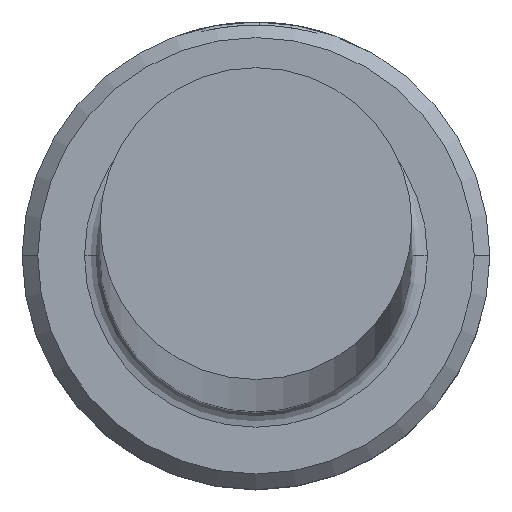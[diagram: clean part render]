
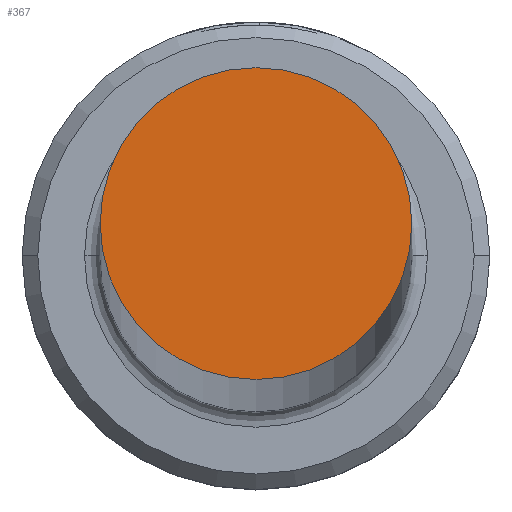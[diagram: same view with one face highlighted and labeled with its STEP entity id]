
A CAD part, top view. The second image highlights one B-rep face of the part: STEP entity #367.
In plain terms, the highlighted planar face has unit normal (0, 0, 1).
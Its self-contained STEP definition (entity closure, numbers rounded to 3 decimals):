
#36 = EDGE_LOOP ( 'NONE', ( #869, #972 ) ) ;
#206 = CARTESIAN_POINT ( 'NONE',  ( 0., 0., 600. ) ) ;
#274 = EDGE_CURVE ( 'NONE', #847, #934, #961, .T. ) ;
#290 = PLANE ( 'NONE',  #366 ) ;
#294 = DIRECTION ( 'NONE',  ( 1., 0., 0. ) ) ;
#366 = AXIS2_PLACEMENT_3D ( 'NONE', #478, #1145, #576 ) ;
#367 = ADVANCED_FACE ( 'NONE', ( #897 ), #290, .T. ) ;
#478 = CARTESIAN_POINT ( 'NONE',  ( 0., 0., 600. ) ) ;
#509 = AXIS2_PLACEMENT_3D ( 'NONE', #206, #875, #294 ) ;
#576 = DIRECTION ( 'NONE',  ( 1., 0., 0. ) ) ;
#599 = DIRECTION ( 'NONE',  ( 1., 0., 0. ) ) ;
#678 = CARTESIAN_POINT ( 'NONE',  ( -5., 0., 600. ) ) ;
#692 = DIRECTION ( 'NONE',  ( 0., 0., 1. ) ) ;
#699 = CARTESIAN_POINT ( 'NONE',  ( 0., 0., 600. ) ) ;
#730 = AXIS2_PLACEMENT_3D ( 'NONE', #699, #692, #599 ) ;
#819 = EDGE_CURVE ( 'NONE', #934, #847, #1022, .T. ) ;
#847 = VERTEX_POINT ( 'NONE', #678 ) ;
#869 = ORIENTED_EDGE ( 'NONE', *, *, #274, .T. ) ;
#875 = DIRECTION ( 'NONE',  ( 0., 0., 1. ) ) ;
#890 = CARTESIAN_POINT ( 'NONE',  ( 5., 0., 600. ) ) ;
#897 = FACE_OUTER_BOUND ( 'NONE', #36, .T. ) ;
#934 = VERTEX_POINT ( 'NONE', #890 ) ;
#961 = CIRCLE ( 'NONE', #730, 5. ) ;
#972 = ORIENTED_EDGE ( 'NONE', *, *, #819, .T. ) ;
#1022 = CIRCLE ( 'NONE', #509, 5. ) ;
#1145 = DIRECTION ( 'NONE',  ( 0., 0., 1. ) ) ;
